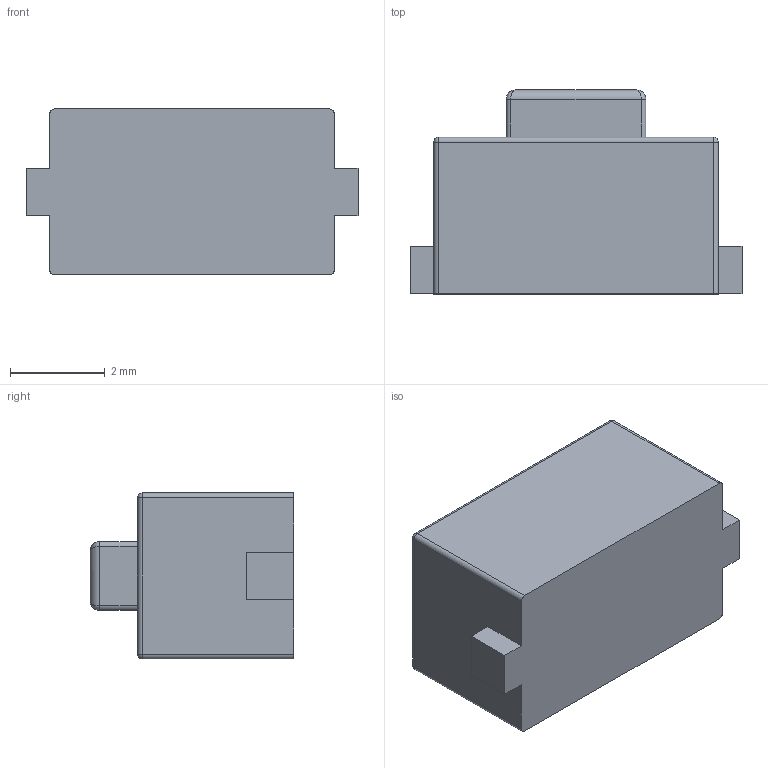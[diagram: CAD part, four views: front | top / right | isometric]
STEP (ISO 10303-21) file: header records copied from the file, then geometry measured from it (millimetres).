
FILE_DESCRIPTION(/* description */ (''),/* implementation_level */ '2;1');
FILE_NAME(/* name */ 'SMT_Button v1.step',/* time_stamp */ '2016-10-08T09:27:58+09:00',/* author */ (''),/* organization */ (''),/* preprocessor_version */ 'ST-DEVELOPER v16.5',/* originating_system */ 'Autodesk Translation Framework v5.1.0.2740',/* authorisation */ '');
FILE_SCHEMA (('AUTOMOTIVE_DESIGN { 1 0 10303 214 3 1 1 }'));
Length unit declared in the file: centimetre
Products named in the file (1): SMT_Button v1
Bounding box: 7 x 4.3 x 3.5 mm (x, y, z)
Volume: 74.4 mm3; surface area: 115.2 mm2
Topology: 1 solids, 1 shells, 43 faces, 100 edges, 56 vertices
Faces by surface type: plane 19, cylinder 16, bspline 4, sphere 4
Entity records: 1265 total; most frequent: CARTESIAN_POINT 272, DIRECTION 208, ORIENTED_EDGE 192, EDGE_CURVE 96, AXIS2_PLACEMENT_3D 72, LINE 64, VECTOR 64, VERTEX_POINT 56
